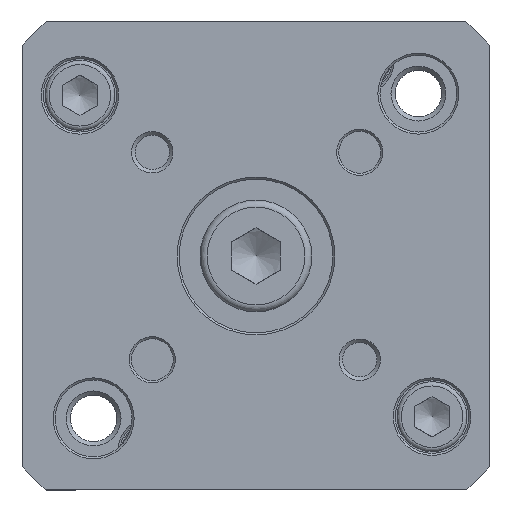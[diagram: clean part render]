
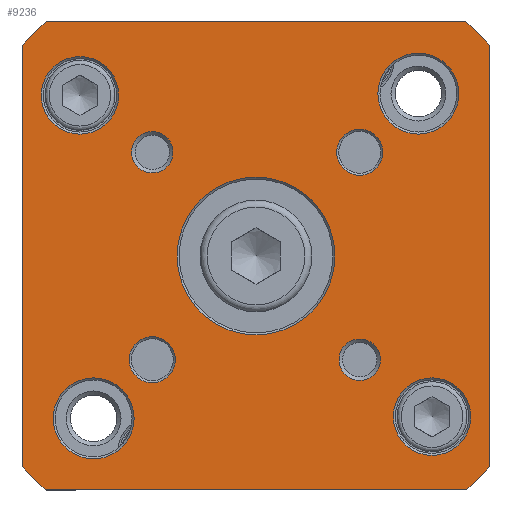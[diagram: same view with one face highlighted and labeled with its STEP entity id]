
A CAD part, front view. The second image highlights one B-rep face of the part: STEP entity #9236.
In plain terms, the highlighted planar face has unit normal (0, -1, 0).
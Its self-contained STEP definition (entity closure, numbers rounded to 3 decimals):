
#8381=CARTESIAN_POINT('',(-30.046,-107.125,33.5));
#8382=VERTEX_POINT('',#8381);
#8389=CARTESIAN_POINT('',(30.046,-107.125,33.5));
#8390=VERTEX_POINT('',#8389);
#8391=CARTESIAN_POINT('',(-30.046,-107.125,33.5));
#8392=DIRECTION('',(1.0,0.0,0.0));
#8393=VECTOR('',#8392,60.092);
#8394=LINE('',#8391,#8393);
#8395=EDGE_CURVE('',#8382,#8390,#8394,.T.);
#8421=CARTESIAN_POINT('',(33.5,-107.125,30.046));
#8422=VERTEX_POINT('',#8421);
#8423=CARTESIAN_POINT('',(0.,-107.125,0.));
#8424=DIRECTION('',(0.0,1.0,0.0));
#8425=DIRECTION('',(0.668,0.0,0.744));
#8426=AXIS2_PLACEMENT_3D('',#8423,#8424,#8425);
#8427=CIRCLE('',#8426,45.);
#8428=EDGE_CURVE('',#8390,#8422,#8427,.T.);
#8453=CARTESIAN_POINT('',(33.5,-107.125,-30.046));
#8454=VERTEX_POINT('',#8453);
#8455=CARTESIAN_POINT('',(33.5,-107.125,30.046));
#8456=DIRECTION('',(0.0,0.0,-1.0));
#8457=VECTOR('',#8456,60.092);
#8458=LINE('',#8455,#8457);
#8459=EDGE_CURVE('',#8422,#8454,#8458,.T.);
#8485=CARTESIAN_POINT('',(30.046,-107.125,-33.5));
#8486=VERTEX_POINT('',#8485);
#8487=CARTESIAN_POINT('',(0.,-107.125,0.));
#8488=DIRECTION('',(0.0,1.0,0.0));
#8489=DIRECTION('',(0.744,0.0,-0.668));
#8490=AXIS2_PLACEMENT_3D('',#8487,#8488,#8489);
#8491=CIRCLE('',#8490,45.);
#8492=EDGE_CURVE('',#8454,#8486,#8491,.T.);
#8517=CARTESIAN_POINT('',(-30.046,-107.125,-33.5));
#8518=VERTEX_POINT('',#8517);
#8519=CARTESIAN_POINT('',(30.046,-107.125,-33.5));
#8520=DIRECTION('',(-1.0,0.0,0.0));
#8521=VECTOR('',#8520,60.092);
#8522=LINE('',#8519,#8521);
#8523=EDGE_CURVE('',#8486,#8518,#8522,.T.);
#8549=CARTESIAN_POINT('',(-33.5,-107.125,-30.046));
#8550=VERTEX_POINT('',#8549);
#8551=CARTESIAN_POINT('',(0.,-107.125,0.));
#8552=DIRECTION('',(0.0,1.0,0.0));
#8553=DIRECTION('',(-0.668,0.0,-0.744));
#8554=AXIS2_PLACEMENT_3D('',#8551,#8552,#8553);
#8555=CIRCLE('',#8554,45.);
#8556=EDGE_CURVE('',#8518,#8550,#8555,.T.);
#8581=CARTESIAN_POINT('',(-33.5,-107.125,30.046));
#8582=VERTEX_POINT('',#8581);
#8583=CARTESIAN_POINT('',(-33.5,-107.125,-30.046));
#8584=DIRECTION('',(0.0,0.0,1.0));
#8585=VECTOR('',#8584,60.092);
#8586=LINE('',#8583,#8585);
#8587=EDGE_CURVE('',#8550,#8582,#8586,.T.);
#8611=CARTESIAN_POINT('',(0.,-107.125,0.));
#8612=DIRECTION('',(0.0,1.0,0.0));
#8613=DIRECTION('',(-0.744,0.0,0.668));
#8614=AXIS2_PLACEMENT_3D('',#8611,#8612,#8613);
#8615=CIRCLE('',#8614,45.);
#8616=EDGE_CURVE('',#8582,#8382,#8615,.T.);
#8842=CARTESIAN_POINT('',(-11.892,-107.125,14.85));
#8843=VERTEX_POINT('',#8842);
#8844=CARTESIAN_POINT('',(-14.85,-107.125,14.85));
#8845=DIRECTION('',(0.0,-1.0,0.0));
#8846=DIRECTION('',(-1.0,0.0,0.0));
#8847=AXIS2_PLACEMENT_3D('',#8844,#8845,#8846);
#8848=CIRCLE('',#8847,2.959);
#8849=EDGE_CURVE('',#8843,#8843,#8848,.T.);
#8882=CARTESIAN_POINT('',(17.809,-107.125,-14.85));
#8883=VERTEX_POINT('',#8882);
#8884=CARTESIAN_POINT('',(14.85,-107.125,-14.85));
#8885=DIRECTION('',(0.0,-1.0,0.0));
#8886=DIRECTION('',(-1.0,0.0,0.0));
#8887=AXIS2_PLACEMENT_3D('',#8884,#8885,#8886);
#8888=CIRCLE('',#8887,2.959);
#8889=EDGE_CURVE('',#8883,#8883,#8888,.T.);
#8922=CARTESIAN_POINT('',(-19.65,-107.125,23.));
#8923=VERTEX_POINT('',#8922);
#8924=CARTESIAN_POINT('',(-25.2,-107.125,23.));
#8925=DIRECTION('',(0.0,-1.0,0.0));
#8926=DIRECTION('',(-1.0,0.0,0.0));
#8927=AXIS2_PLACEMENT_3D('',#8924,#8925,#8926);
#8928=CIRCLE('',#8927,5.55);
#8929=EDGE_CURVE('',#8923,#8923,#8928,.T.);
#8950=CARTESIAN_POINT('',(29.05,-107.125,23.25));
#8951=VERTEX_POINT('',#8950);
#8952=CARTESIAN_POINT('',(23.25,-107.125,23.25));
#8953=DIRECTION('',(0.0,-1.0,0.0));
#8954=DIRECTION('',(-1.0,0.0,0.0));
#8955=AXIS2_PLACEMENT_3D('',#8952,#8953,#8954);
#8956=CIRCLE('',#8955,5.8);
#8957=EDGE_CURVE('',#8951,#8951,#8956,.T.);
#8990=CARTESIAN_POINT('',(11.3,-107.125,0.));
#8991=VERTEX_POINT('',#8990);
#8992=CARTESIAN_POINT('',(0.,-107.125,0.));
#8993=DIRECTION('',(0.0,-1.0,0.0));
#8994=DIRECTION('',(-1.0,0.0,0.0));
#8995=AXIS2_PLACEMENT_3D('',#8992,#8993,#8994);
#8996=CIRCLE('',#8995,11.3);
#8997=EDGE_CURVE('',#8991,#8991,#8996,.T.);
#9018=CARTESIAN_POINT('',(18.15,-107.125,14.85));
#9019=VERTEX_POINT('',#9018);
#9020=CARTESIAN_POINT('',(14.85,-107.125,14.85));
#9021=DIRECTION('',(0.0,-1.0,0.0));
#9022=DIRECTION('',(-1.0,0.0,0.0));
#9023=AXIS2_PLACEMENT_3D('',#9020,#9021,#9022);
#9024=CIRCLE('',#9023,3.3);
#9025=EDGE_CURVE('',#9019,#9019,#9024,.T.);
#9046=CARTESIAN_POINT('',(-11.55,-107.125,-14.85));
#9047=VERTEX_POINT('',#9046);
#9048=CARTESIAN_POINT('',(-14.85,-107.125,-14.85));
#9049=DIRECTION('',(0.0,-1.0,0.0));
#9050=DIRECTION('',(-1.0,0.0,0.0));
#9051=AXIS2_PLACEMENT_3D('',#9048,#9049,#9050);
#9052=CIRCLE('',#9051,3.3);
#9053=EDGE_CURVE('',#9047,#9047,#9052,.T.);
#9074=CARTESIAN_POINT('',(-17.45,-107.125,-23.25));
#9075=VERTEX_POINT('',#9074);
#9076=CARTESIAN_POINT('',(-23.25,-107.125,-23.25));
#9077=DIRECTION('',(0.0,-1.0,0.0));
#9078=DIRECTION('',(-1.0,0.0,0.0));
#9079=AXIS2_PLACEMENT_3D('',#9076,#9077,#9078);
#9080=CIRCLE('',#9079,5.8);
#9081=EDGE_CURVE('',#9075,#9075,#9080,.T.);
#9186=CARTESIAN_POINT('',(0.,-107.125,0.));
#9187=DIRECTION('',(0.0,1.0,0.0));
#9188=DIRECTION('',(0.0,0.0,1.0));
#9189=AXIS2_PLACEMENT_3D('',#9186,#9187,#9188);
#9190=PLANE('',#9189);
#9191=ORIENTED_EDGE('',*,*,#8428,.F.);
#9192=ORIENTED_EDGE('',*,*,#8395,.F.);
#9193=ORIENTED_EDGE('',*,*,#8616,.F.);
#9194=ORIENTED_EDGE('',*,*,#8587,.F.);
#9195=ORIENTED_EDGE('',*,*,#8556,.F.);
#9196=ORIENTED_EDGE('',*,*,#8523,.F.);
#9197=ORIENTED_EDGE('',*,*,#8492,.F.);
#9198=ORIENTED_EDGE('',*,*,#8459,.F.);
#9199=EDGE_LOOP('',(#9191,#9192,#9193,#9194,#9195,#9196,#9197,#9198));
#9200=FACE_OUTER_BOUND('',#9199,.T.);
#9201=ORIENTED_EDGE('',*,*,#9081,.F.);
#9202=EDGE_LOOP('',(#9201));
#9203=FACE_BOUND('',#9202,.T.);
#9204=ORIENTED_EDGE('',*,*,#9025,.F.);
#9205=EDGE_LOOP('',(#9204));
#9206=FACE_BOUND('',#9205,.T.);
#9207=ORIENTED_EDGE('',*,*,#8957,.F.);
#9208=EDGE_LOOP('',(#9207));
#9209=FACE_BOUND('',#9208,.T.);
#9210=ORIENTED_EDGE('',*,*,#8889,.F.);
#9211=EDGE_LOOP('',(#9210));
#9212=FACE_BOUND('',#9211,.T.);
#9213=ORIENTED_EDGE('',*,*,#8849,.F.);
#9214=EDGE_LOOP('',(#9213));
#9215=FACE_BOUND('',#9214,.T.);
#9216=ORIENTED_EDGE('',*,*,#8929,.F.);
#9217=EDGE_LOOP('',(#9216));
#9218=FACE_BOUND('',#9217,.T.);
#9219=ORIENTED_EDGE('',*,*,#8997,.F.);
#9220=EDGE_LOOP('',(#9219));
#9221=FACE_BOUND('',#9220,.T.);
#9222=ORIENTED_EDGE('',*,*,#9053,.F.);
#9223=EDGE_LOOP('',(#9222));
#9224=FACE_BOUND('',#9223,.T.);
#9225=CARTESIAN_POINT('',(30.75,-107.125,-23.));
#9226=VERTEX_POINT('',#9225);
#9227=CARTESIAN_POINT('',(25.2,-107.125,-23.));
#9228=DIRECTION('',(0.0,-1.0,0.0));
#9229=DIRECTION('',(-1.0,0.0,0.0));
#9230=AXIS2_PLACEMENT_3D('',#9227,#9228,#9229);
#9231=CIRCLE('',#9230,5.55);
#9232=EDGE_CURVE('',#9226,#9226,#9231,.T.);
#9233=ORIENTED_EDGE('',*,*,#9232,.F.);
#9234=EDGE_LOOP('',(#9233));
#9235=FACE_BOUND('',#9234,.T.);
#9236=ADVANCED_FACE('',(#9200,#9203,#9206,#9209,#9212,#9215,#9218,#9221,#9224,#9235),#9190,.F.);
